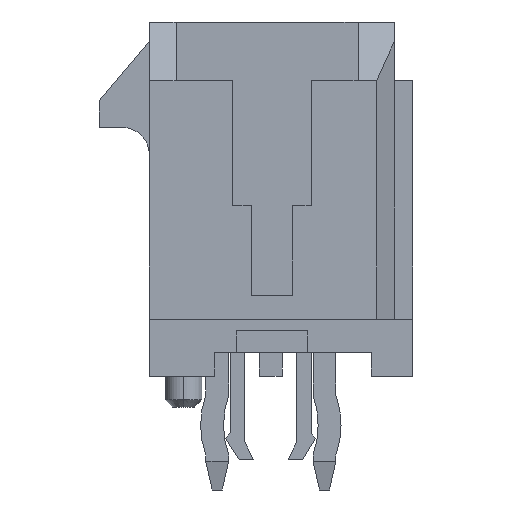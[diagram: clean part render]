
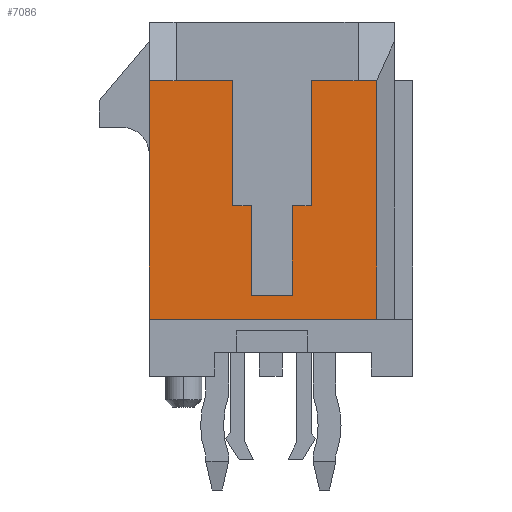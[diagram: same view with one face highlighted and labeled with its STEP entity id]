
A CAD part, left-side view. The second image highlights one B-rep face of the part: STEP entity #7086.
In plain terms, the highlighted planar face has unit normal (-1, 0, 0).
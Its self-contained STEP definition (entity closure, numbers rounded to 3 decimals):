
#1=DIRECTION('',(0.,0.,-1.));
#2=VECTOR('',#1,3.5);
#3=CARTESIAN_POINT('',(-9.325,-1.1,3.315));
#4=LINE('',#3,#2);
#5=DIRECTION('',(0.,1.,0.));
#6=VECTOR('',#5,1.31);
#7=CARTESIAN_POINT('',(-9.325,-2.41,3.315));
#8=LINE('',#7,#6);
#9=DIRECTION('',(0.,-1.,0.));
#10=VECTOR('',#9,0.52);
#11=CARTESIAN_POINT('',(-9.325,-2.41,3.315));
#12=LINE('',#11,#10);
#13=DIRECTION('',(0.,0.,-1.));
#14=VECTOR('',#13,6.67);
#15=CARTESIAN_POINT('',(-9.325,-2.93,3.315));
#16=LINE('',#15,#14);
#17=DIRECTION('',(0.,1.,0.));
#18=VECTOR('',#17,6.36);
#19=CARTESIAN_POINT('',(-9.325,-2.93,-3.355));
#20=LINE('',#19,#18);
#21=DIRECTION('',(0.,0.,1.));
#22=VECTOR('',#21,6.67);
#23=CARTESIAN_POINT('',(-9.325,3.43,-3.355));
#24=LINE('',#23,#22);
#25=DIRECTION('',(0.,-1.,0.));
#26=VECTOR('',#25,0.75);
#27=CARTESIAN_POINT('',(-9.325,3.43,3.315));
#28=LINE('',#27,#26);
#29=DIRECTION('',(0.,1.,0.));
#30=VECTOR('',#29,1.58);
#31=CARTESIAN_POINT('',(-9.325,1.1,3.315));
#32=LINE('',#31,#30);
#33=DIRECTION('',(0.,0.,-1.));
#34=VECTOR('',#33,3.5);
#35=CARTESIAN_POINT('',(-9.325,1.1,3.315));
#36=LINE('',#35,#34);
#37=DIRECTION('',(0.,1.,0.));
#38=VECTOR('',#37,0.525);
#39=CARTESIAN_POINT('',(-9.325,0.575,-0.185));
#40=LINE('',#39,#38);
#41=DIRECTION('',(0.,0.,1.));
#42=VECTOR('',#41,2.5);
#43=CARTESIAN_POINT('',(-9.325,0.575,-2.685));
#44=LINE('',#43,#42);
#45=DIRECTION('',(0.,1.,0.));
#46=VECTOR('',#45,1.15);
#47=CARTESIAN_POINT('',(-9.325,-0.575,-2.685));
#48=LINE('',#47,#46);
#49=DIRECTION('',(0.,0.,-1.));
#50=VECTOR('',#49,2.5);
#51=CARTESIAN_POINT('',(-9.325,-0.575,-0.185));
#52=LINE('',#51,#50);
#53=DIRECTION('',(0.,1.,0.));
#54=VECTOR('',#53,0.525);
#55=CARTESIAN_POINT('',(-9.325,-1.1,-0.185));
#56=LINE('',#55,#54);
#5380=CARTESIAN_POINT('',(-9.325,3.43,3.315));
#5382=VERTEX_POINT('',#5380);
#5431=CARTESIAN_POINT('',(-9.325,2.68,3.315));
#5432=VERTEX_POINT('',#5431);
#5433=CARTESIAN_POINT('',(-9.325,-2.41,3.315));
#5434=VERTEX_POINT('',#5433);
#5627=CARTESIAN_POINT('',(-9.325,-1.1,3.315));
#5628=CARTESIAN_POINT('',(-9.325,-1.1,-0.185));
#5629=VERTEX_POINT('',#5627);
#5630=VERTEX_POINT('',#5628);
#5631=CARTESIAN_POINT('',(-9.325,-0.575,-0.185));
#5632=VERTEX_POINT('',#5631);
#5633=CARTESIAN_POINT('',(-9.325,-0.575,-2.685));
#5634=VERTEX_POINT('',#5633);
#5635=CARTESIAN_POINT('',(-9.325,0.575,-2.685));
#5636=VERTEX_POINT('',#5635);
#5637=CARTESIAN_POINT('',(-9.325,0.575,-0.185));
#5638=VERTEX_POINT('',#5637);
#5639=CARTESIAN_POINT('',(-9.325,1.1,-0.185));
#5640=VERTEX_POINT('',#5639);
#5641=CARTESIAN_POINT('',(-9.325,1.1,3.315));
#5642=VERTEX_POINT('',#5641);
#6581=CARTESIAN_POINT('',(-9.325,3.43,-3.355));
#6582=VERTEX_POINT('',#6581);
#6611=CARTESIAN_POINT('',(-9.325,-2.93,3.315));
#6612=VERTEX_POINT('',#6611);
#6613=CARTESIAN_POINT('',(-9.325,-2.93,-3.355));
#6614=VERTEX_POINT('',#6613);
#7051=CARTESIAN_POINT('',(-9.325,0.,0.));
#7052=DIRECTION('',(1.,0.,0.));
#7053=DIRECTION('',(0.,0.,-1.));
#7054=AXIS2_PLACEMENT_3D('',#7051,#7052,#7053);
#7055=PLANE('',#7054);
#7057=ORIENTED_EDGE('',*,*,#7056,.F.);
#7059=ORIENTED_EDGE('',*,*,#7058,.F.);
#7061=ORIENTED_EDGE('',*,*,#7060,.T.);
#7063=ORIENTED_EDGE('',*,*,#7062,.T.);
#7065=ORIENTED_EDGE('',*,*,#7064,.T.);
#7067=ORIENTED_EDGE('',*,*,#7066,.T.);
#7069=ORIENTED_EDGE('',*,*,#7068,.T.);
#7071=ORIENTED_EDGE('',*,*,#7070,.F.);
#7073=ORIENTED_EDGE('',*,*,#7072,.T.);
#7075=ORIENTED_EDGE('',*,*,#7074,.F.);
#7077=ORIENTED_EDGE('',*,*,#7076,.F.);
#7079=ORIENTED_EDGE('',*,*,#7078,.F.);
#7081=ORIENTED_EDGE('',*,*,#7080,.F.);
#7083=ORIENTED_EDGE('',*,*,#7082,.F.);
#7084=EDGE_LOOP('',(#7057,#7059,#7061,#7063,#7065,#7067,#7069,#7071,#7073,#7075,
#7077,#7079,#7081,#7083));
#7085=FACE_OUTER_BOUND('',#7084,.F.);
#7086=ADVANCED_FACE('',(#7085),#7055,.F.);
#7056=EDGE_CURVE('',#5629,#5630,#4,.T.);
#7058=EDGE_CURVE('',#5434,#5629,#8,.T.);
#7060=EDGE_CURVE('',#5434,#6612,#12,.T.);
#7062=EDGE_CURVE('',#6612,#6614,#16,.T.);
#7064=EDGE_CURVE('',#6614,#6582,#20,.T.);
#7066=EDGE_CURVE('',#6582,#5382,#24,.T.);
#7068=EDGE_CURVE('',#5382,#5432,#28,.T.);
#7070=EDGE_CURVE('',#5642,#5432,#32,.T.);
#7072=EDGE_CURVE('',#5642,#5640,#36,.T.);
#7074=EDGE_CURVE('',#5638,#5640,#40,.T.);
#7076=EDGE_CURVE('',#5636,#5638,#44,.T.);
#7078=EDGE_CURVE('',#5634,#5636,#48,.T.);
#7080=EDGE_CURVE('',#5632,#5634,#52,.T.);
#7082=EDGE_CURVE('',#5630,#5632,#56,.T.);
